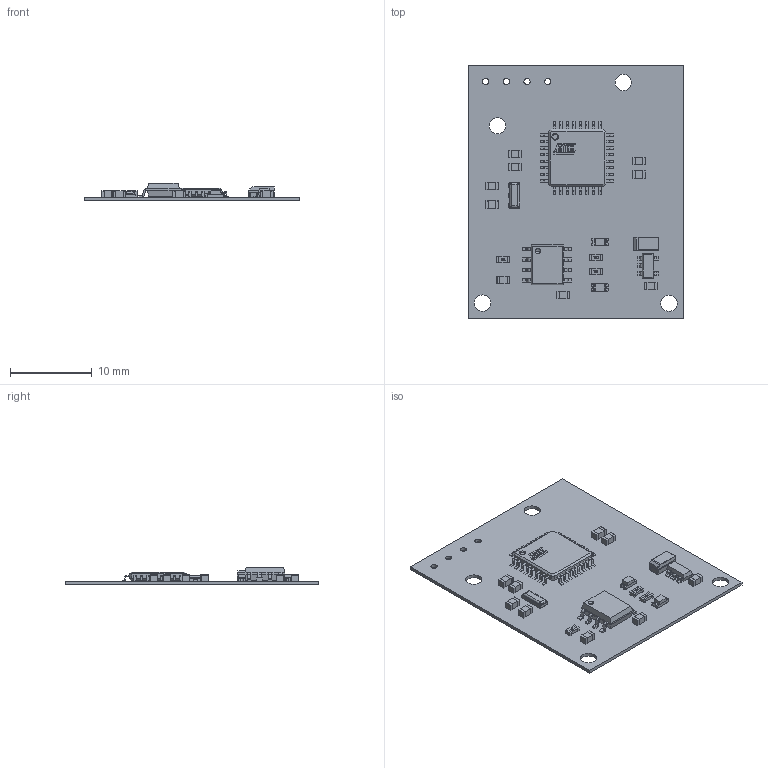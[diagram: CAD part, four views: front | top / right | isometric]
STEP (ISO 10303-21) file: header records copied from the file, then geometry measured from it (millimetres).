
FILE_DESCRIPTION(('Open CASCADE Model'),'2;1');
FILE_NAME('Open CASCADE Shape Model','2023-05-25T13:29:30',('Author'),( 'Open CASCADE'),'Open CASCADE STEP processor 6.8','Open CASCADE 6.8' ,'Unknown');
FILE_SCHEMA(('AUTOMOTIVE_DESIGN { 1 0 10303 214 1 1 1 1 }'));
Length unit declared in the file: millimetre
Products named in the file (36): PCB; Board; Open CASCADE STEP translator 6.8 1.1.1; Crystal_SMD_3P; 0603_SMD_CAP; 2.2uF_TAN_CAP; SOT23-5; MCU; User_Library-Atmel_Atmega_48p_Case_32A; 0603_SMD_RES; temp_import.SLDPRT; STDB; LED_SMD_0805; CHRG; TP4056; SOIC_8
Assembly tree (46 placements, depth 4):
  PCB
    Board
      Open CASCADE STEP translator 6.8 1.1.1
    (unnamed)
      Crystal_SMD_3P
    (unnamed)
      0603_SMD_CAP
    (unnamed)
      0603_SMD_CAP
    (unnamed)
      0603_SMD_CAP
    (unnamed)
      2.2uF_TAN_CAP
    (unnamed)
      SOT23-5
      SOT23-5
      SOT23-5
      SOT23-5
      SOT23-5
      SOT23-5
    MCU
      User_Library-Atmel_Atmega_48p_Case_32A
    (unnamed)
      0603_SMD_RES
        temp_import.SLDPRT
    (unnamed)
      0603_SMD_RES
        temp_import.SLDPRT
    (unnamed)
      0603_SMD_RES
        temp_import.SLDPRT
    STDB
      LED_SMD_0805
    CHRG
      LED_SMD_0805
    (unnamed)
      0603_SMD_CAP
    (unnamed)
      0603_SMD_CAP
    (unnamed)
      0603_SMD_CAP
    (unnamed)
      0603_SMD_CAP
    (unnamed)
      0603_SMD_CAP
    (unnamed)
      0603_SMD_CAP
    TP4056
      SOIC_8
Bounding box: 26.45 x 31.12 x 2.16 mm (x, y, z)
Volume: 438.3 mm3; surface area: 2096 mm2
Topology: 51 solids, 51 shells, 1468 faces, 3652 edges, 2253 vertices
Faces by surface type: plane 948, cylinder 370, sphere 84, extrusion 48, bspline 16, torus 2
Full cylindrical faces by diameter (mm): 0.762 x4, 2 x4
Entity records: 35876 total; most frequent: CARTESIAN_POINT 6238, ORIENTED_EDGE 5052, DIRECTION 4966, EDGE_CURVE 2526, VECTOR 2020, LINE 2004, VERTEX_POINT 1629, AXIS2_PLACEMENT_3D 1473
